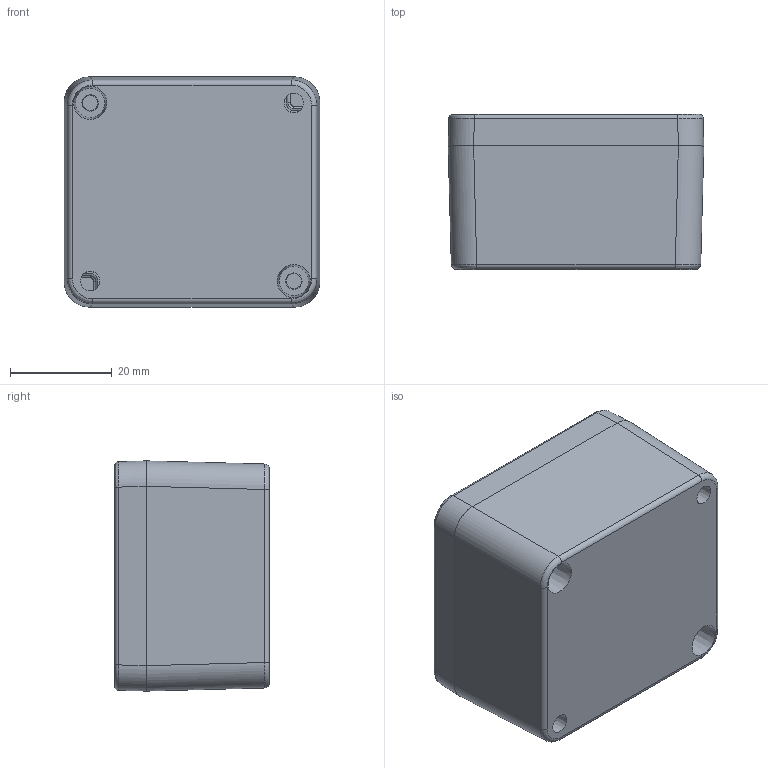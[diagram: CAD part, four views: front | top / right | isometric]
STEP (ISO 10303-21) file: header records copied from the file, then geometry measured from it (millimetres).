
FILE_DESCRIPTION (( 'STEP AP214' ), '1' );
FILE_NAME ('1550Z101.STEP', '2020-11-05T19:11:52', ( '' ), ( '' ), 'SwSTEP 2.0', 'SolidWorks 2019', '' );
FILE_SCHEMA (( 'AUTOMOTIVE_DESIGN' ));
Length unit declared in the file: inch
Products named in the file (1): 1550Z101
Bounding box: 50.2 x 30.4 x 45.2 mm (x, y, z)
Volume: 25490.7 mm3; surface area: 23140.8 mm2
Topology: 5 solids, 5 shells, 1237 faces, 3145 edges, 1975 vertices
Faces by surface type: bspline 504, plane 350, cylinder 204, cone 175, torus 4
Full cylindrical faces by diameter (mm): 3.3 x2, 3.9 x30, 7.5 x2
Entity records: 58233 total; most frequent: CARTESIAN_POINT 31617, ORIENTED_EDGE 5824, DIRECTION 3857, EDGE_CURVE 2912, VERTEX_POINT 1872, EDGE_LOOP 1438, AXIS2_PLACEMENT_3D 1371, FACE_OUTER_BOUND 1271
